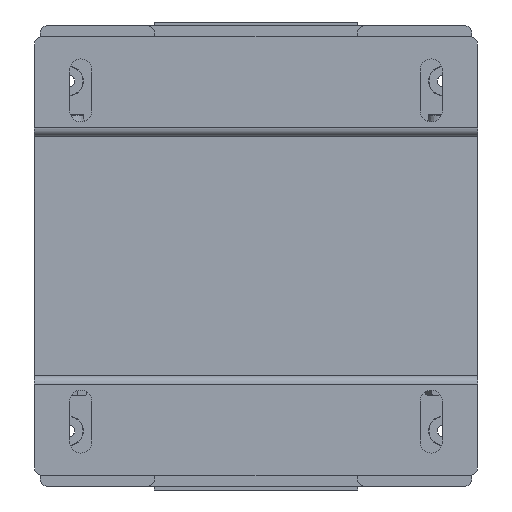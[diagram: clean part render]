
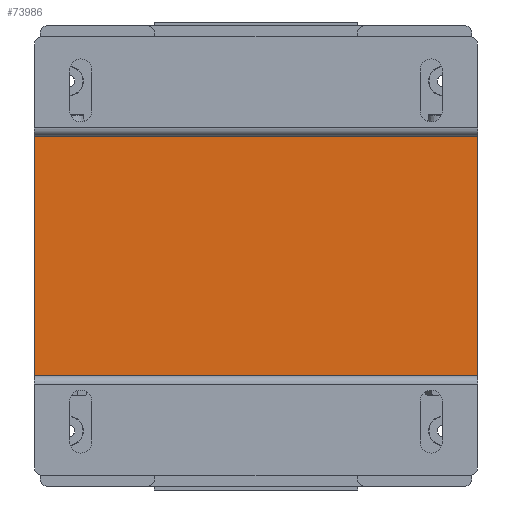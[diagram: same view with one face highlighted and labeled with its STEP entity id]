
A CAD part, front view. The second image highlights one B-rep face of the part: STEP entity #73986.
In plain terms, the highlighted planar face has unit normal (0, -1, 0).
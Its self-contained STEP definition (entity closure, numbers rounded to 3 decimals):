
#3692 = EDGE_CURVE ( 'NONE', #107696, #144710, #36514, .T. ) ;
#22043 = LINE ( 'NONE', #67041, #26976 ) ;
#24753 = CARTESIAN_POINT ( 'NONE',  ( -129.79, -42.814, 127.652 ) ) ;
#26976 = VECTOR ( 'NONE', #88558, 1000. ) ;
#32885 = CARTESIAN_POINT ( 'NONE',  ( -129.79, -42.814, 62.882 ) ) ;
#36514 = LINE ( 'NONE', #24753, #56950 ) ;
#37790 = AXIS2_PLACEMENT_3D ( 'NONE', #40254, #74162, #63032 ) ;
#40254 = CARTESIAN_POINT ( 'NONE',  ( -129.79, -42.814, 127.652 ) ) ;
#42905 = VECTOR ( 'NONE', #89874, 1000. ) ;
#43264 = VERTEX_POINT ( 'NONE', #50163 ) ;
#50163 = CARTESIAN_POINT ( 'NONE',  ( -249.79, -42.814, 127.652 ) ) ;
#52883 = CARTESIAN_POINT ( 'NONE',  ( -129.79, -42.814, 127.652 ) ) ;
#56950 = VECTOR ( 'NONE', #70474, 1000. ) ;
#57265 = LINE ( 'NONE', #32885, #42905 ) ;
#63032 = DIRECTION ( 'NONE',  ( -1., 0., 0. ) ) ;
#63434 = CARTESIAN_POINT ( 'NONE',  ( -249.79, -42.814, 62.882 ) ) ;
#67041 = CARTESIAN_POINT ( 'NONE',  ( -249.79, -42.814, 127.652 ) ) ;
#67320 = CARTESIAN_POINT ( 'NONE',  ( -129.79, -42.814, 62.882 ) ) ;
#70474 = DIRECTION ( 'NONE',  ( 0., 0., -1. ) ) ;
#73986 = ADVANCED_FACE ( 'NONE', ( #128880 ), #141352, .F. ) ;
#74162 = DIRECTION ( 'NONE',  ( 0., 1., 0. ) ) ;
#74889 = VECTOR ( 'NONE', #96453, 1000. ) ;
#87602 = EDGE_CURVE ( 'NONE', #43264, #112560, #22043, .T. ) ;
#88558 = DIRECTION ( 'NONE',  ( 0., 0., -1. ) ) ;
#89874 = DIRECTION ( 'NONE',  ( 1., 0., 0. ) ) ;
#93404 = ORIENTED_EDGE ( 'NONE', *, *, #3692, .F. ) ;
#96453 = DIRECTION ( 'NONE',  ( 1., 0., 0. ) ) ;
#96710 = ORIENTED_EDGE ( 'NONE', *, *, #109660, .F. ) ;
#103389 = ORIENTED_EDGE ( 'NONE', *, *, #146053, .T. ) ;
#107696 = VERTEX_POINT ( 'NONE', #52883 ) ;
#109660 = EDGE_CURVE ( 'NONE', #43264, #107696, #118604, .T. ) ;
#112560 = VERTEX_POINT ( 'NONE', #63434 ) ;
#118604 = LINE ( 'NONE', #141355, #74889 ) ;
#128880 = FACE_OUTER_BOUND ( 'NONE', #142292, .T. ) ;
#141352 = PLANE ( 'NONE',  #37790 ) ;
#141355 = CARTESIAN_POINT ( 'NONE',  ( -129.79, -42.814, 127.652 ) ) ;
#142292 = EDGE_LOOP ( 'NONE', ( #103389, #93404, #96710, #142727 ) ) ;
#142727 = ORIENTED_EDGE ( 'NONE', *, *, #87602, .T. ) ;
#144710 = VERTEX_POINT ( 'NONE', #67320 ) ;
#146053 = EDGE_CURVE ( 'NONE', #112560, #144710, #57265, .T. ) ;
